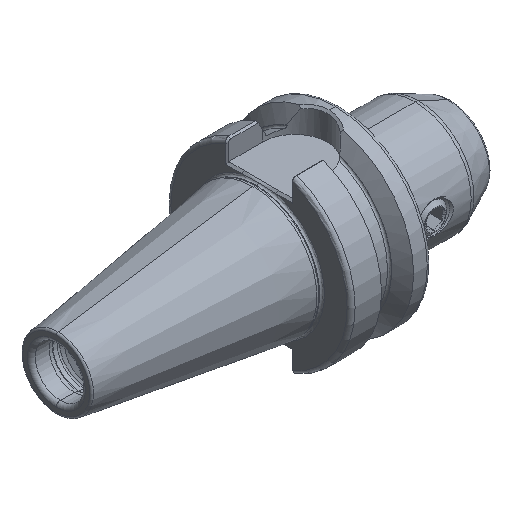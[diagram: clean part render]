
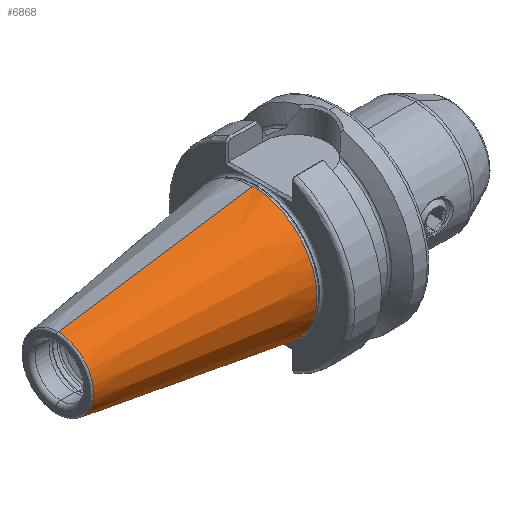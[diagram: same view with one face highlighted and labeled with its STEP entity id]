
A CAD part, isometric view. The second image highlights one B-rep face of the part: STEP entity #6868.
In plain terms, the highlighted conical face has half-angle 8.297 degrees and reference radius 15.948 mm.
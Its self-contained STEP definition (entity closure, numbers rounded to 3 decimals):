
#3044 = CARTESIAN_POINT ( 'NONE',  ( -1.5, 0., 0. ) ) ;
#3062 = DIRECTION ( 'NONE',  ( 0., 0., -1. ) ) ;
#3079 = DIRECTION ( 'NONE',  ( 1., 0., 0. ) ) ;
#5901 = DIRECTION ( 'NONE',  ( 0., 0., -1. ) ) ;
#5908 = CARTESIAN_POINT ( 'NONE',  ( -1.5, 0., 0. ) ) ;
#5930 = DIRECTION ( 'NONE',  ( 1., 0., 0. ) ) ;
#5968 = DIRECTION ( 'NONE',  ( 1., 0., 0. ) ) ;
#5971 = DIRECTION ( 'NONE',  ( 0., 0., -1. ) ) ;
#5978 = CARTESIAN_POINT ( 'NONE',  ( -50.172, 0., 0. ) ) ;
#6868 = ADVANCED_FACE ( 'NONE', ( #14395 ), #14406, .T. ) ;
#7364 = EDGE_LOOP ( 'NONE', ( #13739, #13850, #13805, #13785 ) ) ;
#7957 = VERTEX_POINT ( 'NONE', #11154 ) ;
#7961 = VERTEX_POINT ( 'NONE', #11169 ) ;
#7962 = VERTEX_POINT ( 'NONE', #11170 ) ;
#7971 = VERTEX_POINT ( 'NONE', #11178 ) ;
#8113 = EDGE_CURVE ( 'NONE', #7971, #7957, #14568, .T. ) ;
#8132 = EDGE_CURVE ( 'NONE', #7961, #7962, #14572, .T. ) ;
#9343 = EDGE_CURVE ( 'NONE', #7957, #7962, #16505, .T. ) ;
#9354 = EDGE_CURVE ( 'NONE', #7971, #7961, #16515, .T. ) ;
#9552 = AXIS2_PLACEMENT_3D ( 'NONE', #3044, #3079, #3062 ) ;
#11154 = CARTESIAN_POINT ( 'NONE',  ( -1.5, 0., 15.948 ) ) ;
#11169 = CARTESIAN_POINT ( 'NONE',  ( -50.172, 0., -8.85 ) ) ;
#11170 = CARTESIAN_POINT ( 'NONE',  ( -1.5, 0., -15.948 ) ) ;
#11178 = CARTESIAN_POINT ( 'NONE',  ( -50.172, 0., 8.85 ) ) ;
#11464 = CARTESIAN_POINT ( 'NONE',  ( -1.5, 0., 15.948 ) ) ;
#11522 = DIRECTION ( 'NONE',  ( 0.99, 0., 0.144 ) ) ;
#11580 = DIRECTION ( 'NONE',  ( 0.99, 0., -0.144 ) ) ;
#11625 = CARTESIAN_POINT ( 'NONE',  ( -1.5, 0., -15.948 ) ) ;
#11991 = AXIS2_PLACEMENT_3D ( 'NONE', #5978, #5968, #5971 ) ;
#12019 = AXIS2_PLACEMENT_3D ( 'NONE', #5908, #5930, #5901 ) ;
#13739 = ORIENTED_EDGE ( 'NONE', *, *, #8113, .F. ) ;
#13785 = ORIENTED_EDGE ( 'NONE', *, *, #9343, .F. ) ;
#13805 = ORIENTED_EDGE ( 'NONE', *, *, #8132, .T. ) ;
#13850 = ORIENTED_EDGE ( 'NONE', *, *, #9354, .T. ) ;
#14395 = FACE_OUTER_BOUND ( 'NONE', #7364, .T. ) ;
#14406 = CONICAL_SURFACE ( 'NONE', #9552, 15.948, 0.145 ) ;
#14537 = VECTOR ( 'NONE', #11580, 1000. ) ;
#14568 = LINE ( 'NONE', #11464, #14579 ) ;
#14572 = LINE ( 'NONE', #11625, #14537 ) ;
#14579 = VECTOR ( 'NONE', #11522, 1000. ) ;
#16505 = CIRCLE ( 'NONE', #12019, 15.948 ) ;
#16515 = CIRCLE ( 'NONE', #11991, 8.85 ) ;
